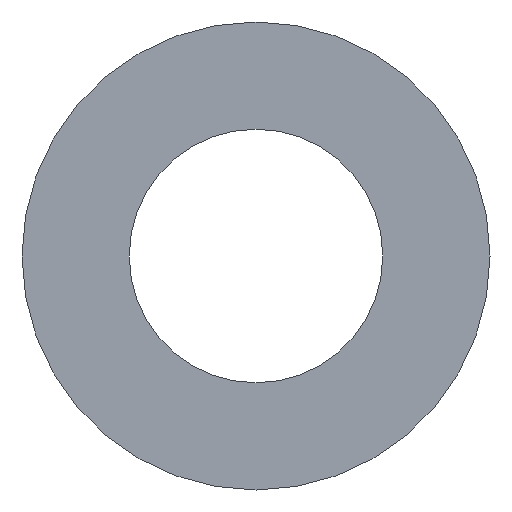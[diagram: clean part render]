
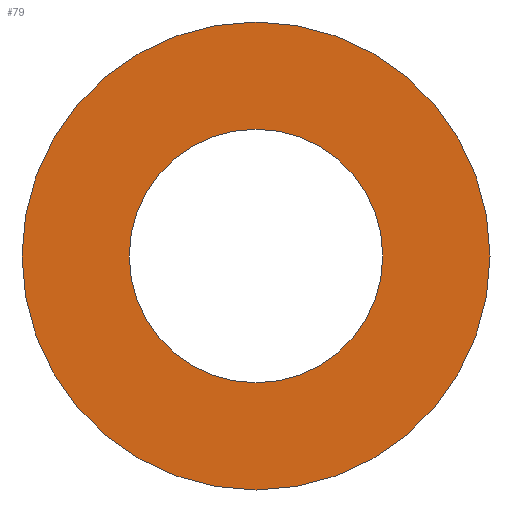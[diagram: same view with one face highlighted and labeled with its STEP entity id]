
A CAD part, front view. The second image highlights one B-rep face of the part: STEP entity #79.
In plain terms, the highlighted planar face has unit normal (0, -1, 0).
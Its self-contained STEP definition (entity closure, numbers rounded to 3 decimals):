
#44 = EDGE_LOOP ( 'NONE', ( #123, #53 ) ) ;
#53 = ORIENTED_EDGE ( 'NONE', *, *, #86, .F. ) ;
#59 = ORIENTED_EDGE ( 'NONE', *, *, #128, .T. ) ;
#60 = ORIENTED_EDGE ( 'NONE', *, *, #80, .T. ) ;
#73 = EDGE_LOOP ( 'NONE', ( #59, #60 ) ) ;
#79 = ADVANCED_FACE ( 'NONE', ( #263, #143 ), #141, .T. ) ;
#80 = EDGE_CURVE ( 'NONE', #97, #129, #245, .T. ) ;
#86 = EDGE_CURVE ( 'NONE', #130, #88, #183, .T. ) ;
#88 = VERTEX_POINT ( 'NONE', #275 ) ;
#97 = VERTEX_POINT ( 'NONE', #135 ) ;
#108 = EDGE_CURVE ( 'NONE', #88, #130, #236, .T. ) ;
#123 = ORIENTED_EDGE ( 'NONE', *, *, #108, .F. ) ;
#128 = EDGE_CURVE ( 'NONE', #129, #97, #170, .T. ) ;
#129 = VERTEX_POINT ( 'NONE', #153 ) ;
#130 = VERTEX_POINT ( 'NONE', #148 ) ;
#135 = CARTESIAN_POINT ( 'NONE',  ( 0., 0., 6. ) ) ;
#141 = PLANE ( 'NONE',  #144 ) ;
#143 = FACE_BOUND ( 'NONE', #44, .T. ) ;
#144 = AXIS2_PLACEMENT_3D ( 'NONE', #262, #235, #234 ) ;
#148 = CARTESIAN_POINT ( 'NONE',  ( 0., 0., 3.25 ) ) ;
#149 = DIRECTION ( 'NONE',  ( 0., 0., -1. ) ) ;
#150 = DIRECTION ( 'NONE',  ( 0., -1., 0. ) ) ;
#151 = CARTESIAN_POINT ( 'NONE',  ( 0., 0., 0. ) ) ;
#152 = AXIS2_PLACEMENT_3D ( 'NONE', #151, #150, #149 ) ;
#153 = CARTESIAN_POINT ( 'NONE',  ( 0., 0., -6. ) ) ;
#170 = CIRCLE ( 'NONE', #152, 6. ) ;
#183 = CIRCLE ( 'NONE', #212, 3.25 ) ;
#206 = DIRECTION ( 'NONE',  ( 0., -1., 0. ) ) ;
#207 = CARTESIAN_POINT ( 'NONE',  ( 0., 0., 0. ) ) ;
#212 = AXIS2_PLACEMENT_3D ( 'NONE', #259, #258, #257 ) ;
#221 = AXIS2_PLACEMENT_3D ( 'NONE', #207, #206, #269 ) ;
#234 = DIRECTION ( 'NONE',  ( 0., 0., -1. ) ) ;
#235 = DIRECTION ( 'NONE',  ( 0., -1., 0. ) ) ;
#236 = CIRCLE ( 'NONE', #221, 3.25 ) ;
#245 = CIRCLE ( 'NONE', #254, 6. ) ;
#251 = DIRECTION ( 'NONE',  ( 0., 0., -1. ) ) ;
#252 = DIRECTION ( 'NONE',  ( 0., -1., 0. ) ) ;
#253 = CARTESIAN_POINT ( 'NONE',  ( 0., 0., 0. ) ) ;
#254 = AXIS2_PLACEMENT_3D ( 'NONE', #253, #252, #251 ) ;
#257 = DIRECTION ( 'NONE',  ( 0., 0., -1. ) ) ;
#258 = DIRECTION ( 'NONE',  ( 0., -1., 0. ) ) ;
#259 = CARTESIAN_POINT ( 'NONE',  ( 0., 0., 0. ) ) ;
#262 = CARTESIAN_POINT ( 'NONE',  ( 6., 0., 0. ) ) ;
#263 = FACE_OUTER_BOUND ( 'NONE', #73, .T. ) ;
#269 = DIRECTION ( 'NONE',  ( 0., 0., -1. ) ) ;
#275 = CARTESIAN_POINT ( 'NONE',  ( 0., 0., -3.25 ) ) ;
